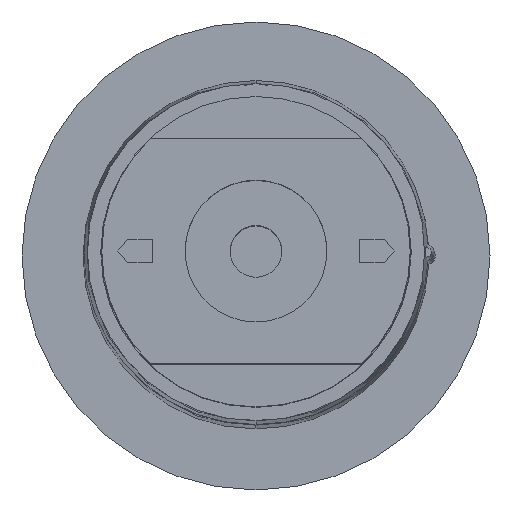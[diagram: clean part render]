
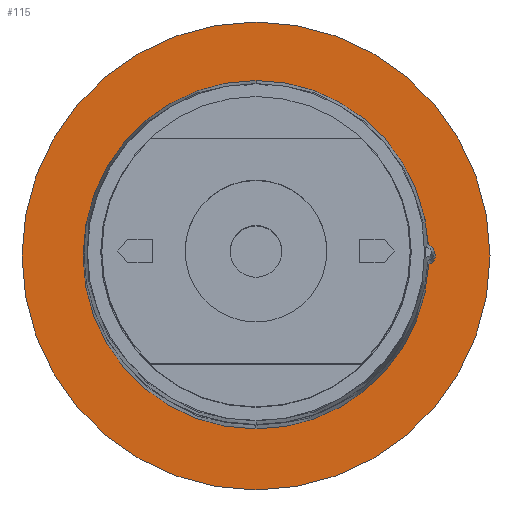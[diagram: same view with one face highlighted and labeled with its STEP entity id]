
A CAD part, top view. The second image highlights one B-rep face of the part: STEP entity #115.
In plain terms, the highlighted planar face has unit normal (0, 0, 1).
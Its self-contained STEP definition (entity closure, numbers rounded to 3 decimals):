
#115=ADVANCED_FACE('',(#278,#279),#280,.F.);
#278=FACE_OUTER_BOUND('',#495,.T.);
#279=FACE_BOUND('',#496,.T.);
#280=PLANE('',#497);
#495=EDGE_LOOP('',(#768,#769));
#496=EDGE_LOOP('',(#770,#771,#772,#773,#774));
#497=AXIS2_PLACEMENT_3D('',#775,#776,#777);
#768=ORIENTED_EDGE('',*,*,#1294,.F.);
#769=ORIENTED_EDGE('',*,*,#1295,.F.);
#770=ORIENTED_EDGE('',*,*,#1275,.T.);
#771=ORIENTED_EDGE('',*,*,#1292,.T.);
#772=ORIENTED_EDGE('',*,*,#1272,.T.);
#773=ORIENTED_EDGE('',*,*,#1296,.F.);
#774=ORIENTED_EDGE('',*,*,#1250,.F.);
#775=CARTESIAN_POINT('',(0.0,0.,35.0));
#776=DIRECTION('',(0.0,0.0,-1.0));
#777=DIRECTION('',(1.0,0.0,0.0));
#1250=EDGE_CURVE('',#1477,#1473,#1479,.T.);
#1272=EDGE_CURVE('',#1513,#1517,#1519,.T.);
#1275=EDGE_CURVE('',#1477,#1521,#1524,.T.);
#1292=EDGE_CURVE('',#1521,#1513,#1547,.T.);
#1294=EDGE_CURVE('',#1549,#1550,#1551,.T.);
#1295=EDGE_CURVE('',#1550,#1549,#1552,.T.);
#1296=EDGE_CURVE('',#1473,#1517,#1553,.T.);
#1473=VERTEX_POINT('',#1801);
#1477=VERTEX_POINT('',#1806);
#1479=CIRCLE('',#1813,0.809);
#1513=VERTEX_POINT('',#1856);
#1517=VERTEX_POINT('',#1861);
#1519=CIRCLE('',#1868,16.709);
#1521=VERTEX_POINT('',#1870);
#1524=CIRCLE('',#1874,16.709);
#1547=CIRCLE('',#1899,16.709);
#1549=VERTEX_POINT('',#1901);
#1550=VERTEX_POINT('',#1902);
#1551=CIRCLE('',#1903,22.611);
#1552=CIRCLE('',#1904,22.611);
#1553=CIRCLE('',#1905,0.809);
#1801=CARTESIAN_POINT('',(17.309,0.,35.0));
#1806=CARTESIAN_POINT('',(16.691,-0.787,35.0));
#1813=AXIS2_PLACEMENT_3D('',#2222,#2223,#2224);
#1856=CARTESIAN_POINT('',(0.,16.709,35.));
#1861=CARTESIAN_POINT('',(16.691,0.787,35.0));
#1868=AXIS2_PLACEMENT_3D('',#2256,#2257,#2258);
#1870=CARTESIAN_POINT('',(0.,-16.709,35.));
#1874=AXIS2_PLACEMENT_3D('',#2260,#2261,#2262);
#1899=AXIS2_PLACEMENT_3D('',#2292,#2293,#2294);
#1901=CARTESIAN_POINT('',(-22.611,0.,35.));
#1902=CARTESIAN_POINT('',(22.611,0.,35.));
#1903=AXIS2_PLACEMENT_3D('',#2295,#2296,#2297);
#1904=AXIS2_PLACEMENT_3D('',#2298,#2299,#2300);
#1905=AXIS2_PLACEMENT_3D('',#2301,#2302,#2303);
#2222=CARTESIAN_POINT('',(16.5,0.,35.0));
#2223=DIRECTION('',(0.0,0.0,1.0));
#2224=DIRECTION('',(0.236,-0.972,0.0));
#2256=CARTESIAN_POINT('',(0.0,0.,35.));
#2257=DIRECTION('',(0.0,0.0,-1.0));
#2258=DIRECTION('',(0.999,-0.047,0.0));
#2260=CARTESIAN_POINT('',(0.0,0.,35.));
#2261=DIRECTION('',(0.0,0.0,-1.0));
#2262=DIRECTION('',(0.999,-0.047,0.0));
#2292=CARTESIAN_POINT('',(0.0,0.,35.));
#2293=DIRECTION('',(0.0,0.0,-1.0));
#2294=DIRECTION('',(0.999,-0.047,0.0));
#2295=CARTESIAN_POINT('',(0.0,0.,35.));
#2296=DIRECTION('',(-0.0,0.0,-1.0));
#2297=DIRECTION('',(-1.0,0.,0.0));
#2298=CARTESIAN_POINT('',(0.0,0.,35.));
#2299=DIRECTION('',(0.0,0.0,-1.0));
#2300=DIRECTION('',(1.0,0.,0.0));
#2301=CARTESIAN_POINT('',(16.5,0.,35.0));
#2302=DIRECTION('',(0.0,0.0,1.0));
#2303=DIRECTION('',(0.236,-0.972,0.0));
